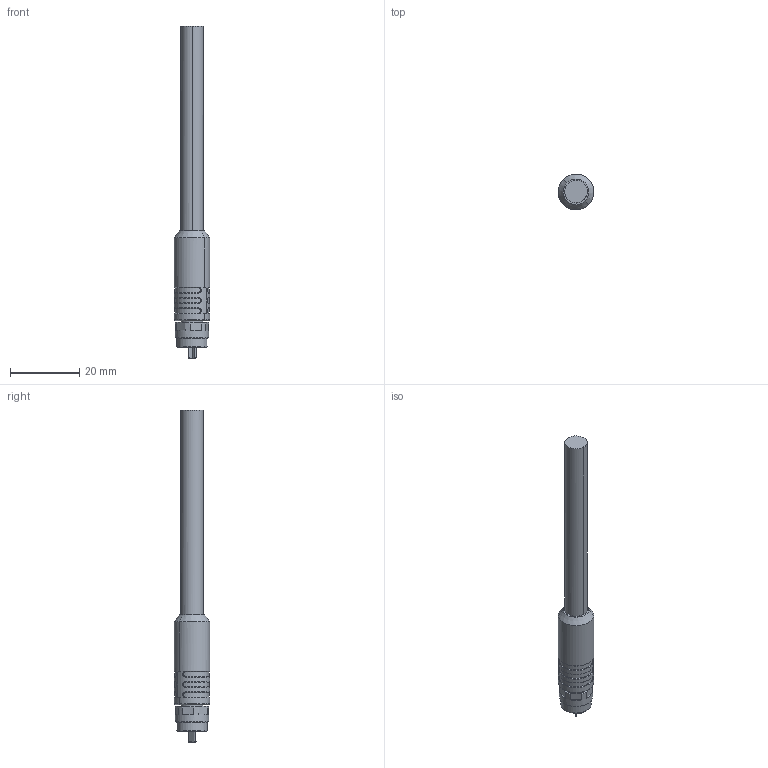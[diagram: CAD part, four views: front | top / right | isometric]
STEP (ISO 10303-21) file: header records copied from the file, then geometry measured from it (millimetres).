
FILE_DESCRIPTION(('CATIA V5 STEP Exchange','CAx-IF Rec.Pracs.--- Model Styling and Organization---1.4--- 2014-01-23'),'2;1');
FILE_NAME ('1205750-2_0', '2023-01-31T05:56:53+00:00', ('none'), ('Weidmueller'), 'CATIA Version 5-6 Release 2016 SP3 HF44', 'CATIA V5 STEP AP214', 'none');
FILE_SCHEMA(('AUTOMOTIVE_DESIGN { 1 0 10303 214 1 1 1 1 }'));
Length unit declared in the file: millimetre
Products named in the file (1): 2717740030
Bounding box: 10.29 x 10.29 x 96.15 mm (x, y, z)
Volume: 4472.5 mm3; surface area: 2900.5 mm2
Topology: 3 solids, 3 shells, 216 faces, 551 edges, 354 vertices
Faces by surface type: cylinder 75, plane 57, torus 37, bspline 24, cone 21, sphere 2
Entity records: 7278 total; most frequent: CARTESIAN_POINT 2513, ORIENTED_EDGE 1098, DIRECTION 767, EDGE_CURVE 549, AXIS2_PLACEMENT_3D 411, VERTEX_POINT 354, EDGE_LOOP 233, CIRCLE 220
